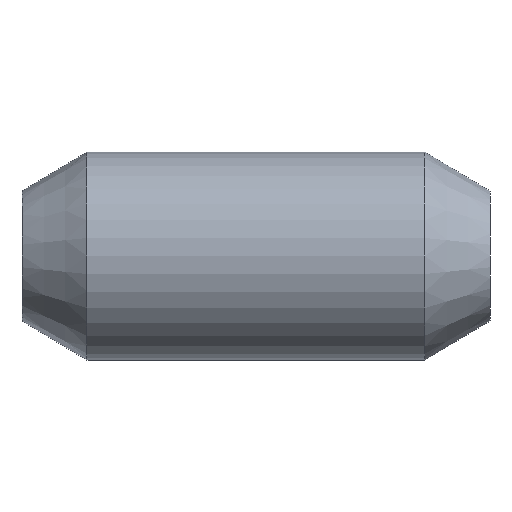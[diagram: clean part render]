
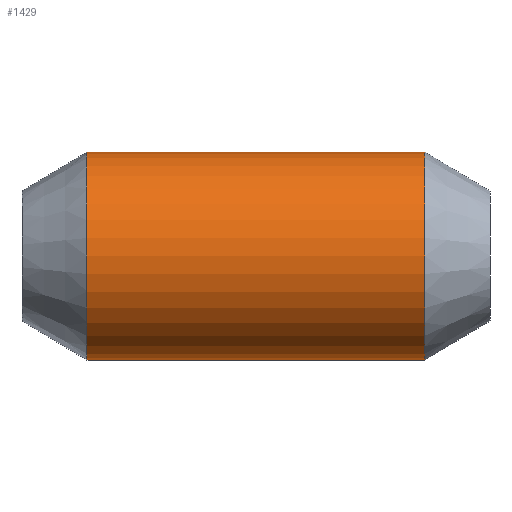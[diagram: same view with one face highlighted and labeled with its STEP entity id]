
A CAD part, front view. The second image highlights one B-rep face of the part: STEP entity #1429.
In plain terms, the highlighted cylindrical face has radius 8 mm (diameter 16 mm), a partial arc.
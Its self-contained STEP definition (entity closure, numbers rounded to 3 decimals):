
#33 = AXIS2_PLACEMENT_3D ( 'NONE', #1415, #674, #3355 ) ;
#467 = CARTESIAN_POINT ( 'NONE',  ( -13., 0., 8. ) ) ;
#559 = LINE ( 'NONE', #3219, #4047 ) ;
#590 = VERTEX_POINT ( 'NONE', #2440 ) ;
#593 = CARTESIAN_POINT ( 'NONE',  ( 13., 0., -8. ) ) ;
#674 = DIRECTION ( 'NONE',  ( -1., 0., 0. ) ) ;
#787 = AXIS2_PLACEMENT_3D ( 'NONE', #2035, #1264, #1985 ) ;
#855 = ORIENTED_EDGE ( 'NONE', *, *, #4684, .T. ) ;
#1025 = CIRCLE ( 'NONE', #787, 8. ) ;
#1072 = FACE_OUTER_BOUND ( 'NONE', #2319, .T. ) ;
#1222 = CARTESIAN_POINT ( 'NONE',  ( -13., 0., 0. ) ) ;
#1264 = DIRECTION ( 'NONE',  ( -1., 0., 0. ) ) ;
#1343 = ORIENTED_EDGE ( 'NONE', *, *, #3284, .F. ) ;
#1415 = CARTESIAN_POINT ( 'NONE',  ( -43.538, 0., 0. ) ) ;
#1429 = ADVANCED_FACE ( 'NONE', ( #1072 ), #4480, .T. ) ;
#1643 = CARTESIAN_POINT ( 'NONE',  ( -43.538, 0., 8. ) ) ;
#1689 = ORIENTED_EDGE ( 'NONE', *, *, #1947, .T. ) ;
#1933 = VECTOR ( 'NONE', #3480, 1000. ) ;
#1947 = EDGE_CURVE ( 'NONE', #590, #2511, #2701, .T. ) ;
#1985 = DIRECTION ( 'NONE',  ( 0., 0., 1. ) ) ;
#2035 = CARTESIAN_POINT ( 'NONE',  ( 13., 0., 0. ) ) ;
#2079 = CARTESIAN_POINT ( 'NONE',  ( -13., 0., -8. ) ) ;
#2126 = VERTEX_POINT ( 'NONE', #593 ) ;
#2272 = ORIENTED_EDGE ( 'NONE', *, *, #3183, .F. ) ;
#2313 = DIRECTION ( 'NONE',  ( -1., 0., 0. ) ) ;
#2319 = EDGE_LOOP ( 'NONE', ( #2272, #855, #1689, #1343 ) ) ;
#2379 = VERTEX_POINT ( 'NONE', #2079 ) ;
#2440 = CARTESIAN_POINT ( 'NONE',  ( 13., 0., 8. ) ) ;
#2511 = VERTEX_POINT ( 'NONE', #467 ) ;
#2701 = LINE ( 'NONE', #1643, #1933 ) ;
#2704 = AXIS2_PLACEMENT_3D ( 'NONE', #1222, #2313, #2738 ) ;
#2738 = DIRECTION ( 'NONE',  ( 0., 0., 1. ) ) ;
#2840 = DIRECTION ( 'NONE',  ( -1., 0., 0. ) ) ;
#3183 = EDGE_CURVE ( 'NONE', #2126, #2379, #559, .T. ) ;
#3219 = CARTESIAN_POINT ( 'NONE',  ( -43.538, 0., -8. ) ) ;
#3284 = EDGE_CURVE ( 'NONE', #2379, #2511, #4206, .T. ) ;
#3355 = DIRECTION ( 'NONE',  ( 0., 0., 1. ) ) ;
#3480 = DIRECTION ( 'NONE',  ( -1., 0., 0. ) ) ;
#4047 = VECTOR ( 'NONE', #2840, 1000. ) ;
#4206 = CIRCLE ( 'NONE', #2704, 8. ) ;
#4480 = CYLINDRICAL_SURFACE ( 'NONE', #33, 8. ) ;
#4684 = EDGE_CURVE ( 'NONE', #2126, #590, #1025, .T. ) ;
